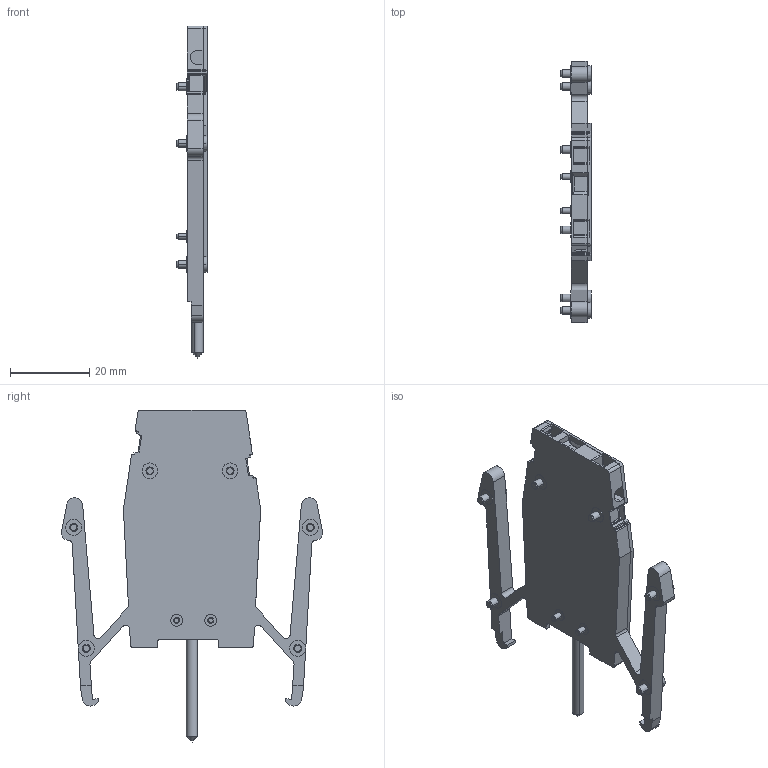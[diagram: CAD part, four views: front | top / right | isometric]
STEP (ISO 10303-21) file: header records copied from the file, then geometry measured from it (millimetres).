
FILE_DESCRIPTION(('CATIA V5R22 STEP214','CAx-IF Rec.Pracs.--- Model Styling and Organization---1.4--- 2014-01-23'),'2;1');
FILE_NAME ('D1453916_0', '2020-05-28T06:05:15+00:00', ('Weidmueller Interface'), ('Weidmueller'), 'CATIA Version 5-6 Release 2016 SP3 HF44', 'CATIA V5 STEP AP214', 'none');
FILE_SCHEMA(('AUTOMOTIVE_DESIGN { 1 0 10303 214 1 1 1 1 }'));
Length unit declared in the file: millimetre
Products named in the file (1): 1632330000_WTA_2_ZA_WDU2-5-10_AllCATPart
Bounding box: 7.6 x 66.1 x 83.95 mm (x, y, z)
Volume: 10818.9 mm3; surface area: 11361.5 mm2
Topology: 3 solids, 3 shells, 435 faces, 1165 edges, 770 vertices
Faces by surface type: plane 233, cylinder 184, cone 18
Entity records: 12999 total; most frequent: CARTESIAN_POINT 2531, ORIENTED_EDGE 2326, DIRECTION 1802, EDGE_CURVE 1163, VERTEX_POINT 770, VECTOR 765, LINE 765, AXIS2_PLACEMENT_3D 702
